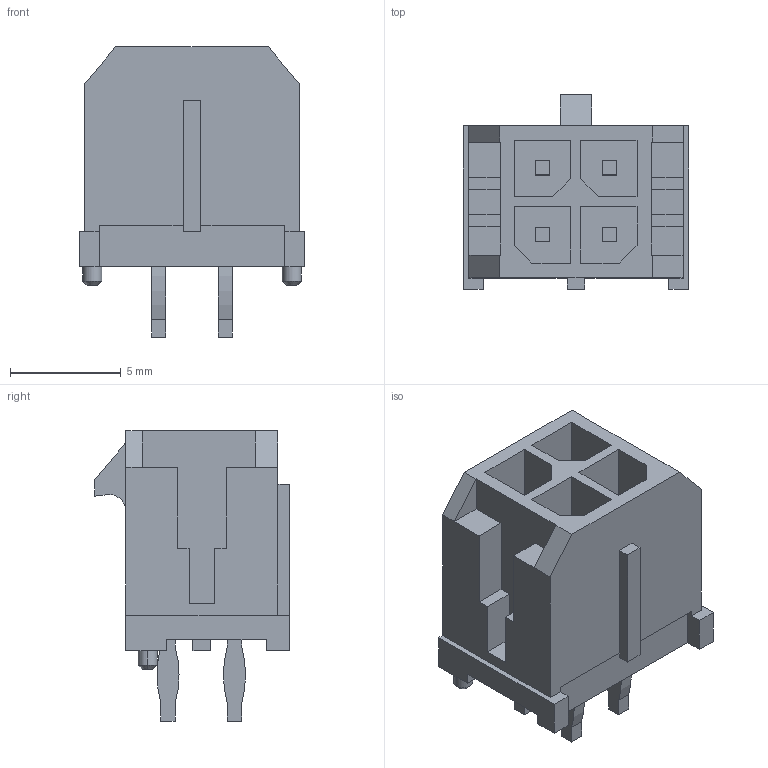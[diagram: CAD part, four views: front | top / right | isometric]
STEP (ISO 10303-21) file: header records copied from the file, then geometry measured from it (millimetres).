
FILE_DESCRIPTION((''),'2;1');
FILE_NAME('449140401','2016-02-26T',('ME'),(''),'PRO/ENGINEER BY PARAMETRIC TECHNOLOGY CORPORATION, 2012310','PRO/ENGINEER BY PARAMETRIC TECHNOLOGY CORPORATION, 2012310','');
FILE_SCHEMA(('CONFIG_CONTROL_DESIGN'));
Length unit declared in the file: millimetre
Products named in the file (1): 449140401
Bounding box: 10.15 x 8.77 x 13.09 mm (x, y, z)
Volume: 430.4 mm3; surface area: 847.9 mm2
Topology: 5 solids, 5 shells, 163 faces, 440 edges, 299 vertices
Faces by surface type: plane 146, cylinder 13, cone 4
Entity records: 5045 total; most frequent: CARTESIAN_POINT 880, ORIENTED_EDGE 838, DIRECTION 810, EDGE_CURVE 419, VECTOR 398, LINE 398, VERTEX_POINT 276, AXIS2_PLACEMENT_3D 206
